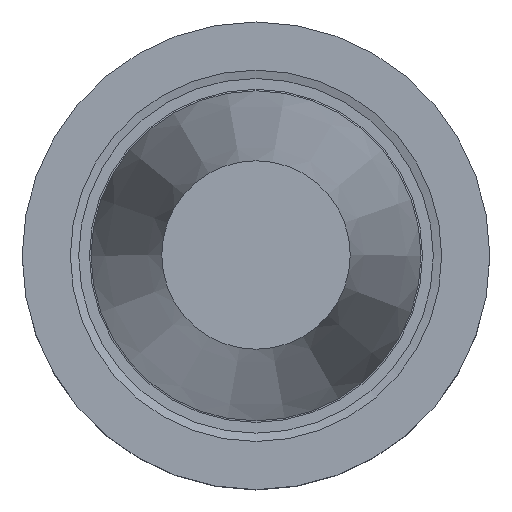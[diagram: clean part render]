
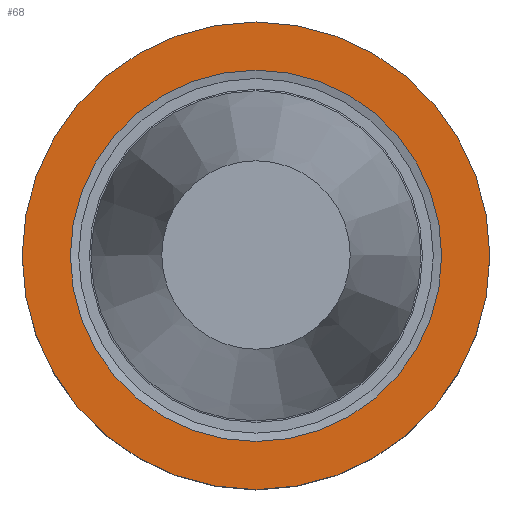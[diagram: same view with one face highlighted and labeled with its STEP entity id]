
A CAD part, top view. The second image highlights one B-rep face of the part: STEP entity #68.
In plain terms, the highlighted planar face has unit normal (0, 0, 1).
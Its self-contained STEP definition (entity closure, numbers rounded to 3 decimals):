
#48=PLANE('',#352);
#68=ADVANCED_FACE('',(#114,#115),#48,.T.);
#114=FACE_BOUND('',#166,.T.);
#115=FACE_BOUND('',#167,.T.);
#166=EDGE_LOOP('',(#218));
#167=EDGE_LOOP('',(#219));
#218=ORIENTED_EDGE('',*,*,#284,.T.);
#219=ORIENTED_EDGE('',*,*,#283,.F.);
#257=VERTEX_POINT('',#525);
#258=VERTEX_POINT('',#528);
#283=EDGE_CURVE('',#257,#257,#309,.T.);
#284=EDGE_CURVE('',#258,#258,#310,.T.);
#309=CIRCLE('',#349,25.0);
#310=CIRCLE('',#351,31.489);
#349=AXIS2_PLACEMENT_3D('',#524,#430,#431);
#351=AXIS2_PLACEMENT_3D('',#527,#434,#435);
#352=AXIS2_PLACEMENT_3D('',#529,#436,#437);
#430=DIRECTION('',(0.0,0.0,1.0));
#431=DIRECTION('',(1.0,0.0,0.0));
#434=DIRECTION('',(0.0,0.0,1.0));
#435=DIRECTION('',(1.0,0.0,0.0));
#436=DIRECTION('',(0.0,0.0,1.0));
#437=DIRECTION('',(1.0,0.0,0.0));
#524=CARTESIAN_POINT('',(0.0,0.0,-1.));
#525=CARTESIAN_POINT('',(25.0,0.0,-1.));
#527=CARTESIAN_POINT('',(0.0,0.0,-1.0));
#528=CARTESIAN_POINT('',(31.489,0.0,-1.0));
#529=CARTESIAN_POINT('',(0.0,25.0,-1.));
